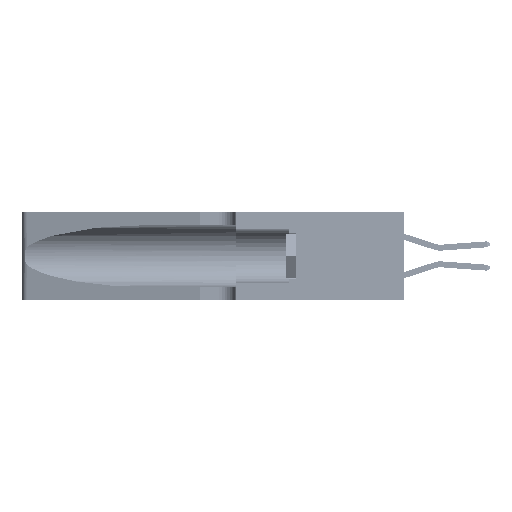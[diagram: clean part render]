
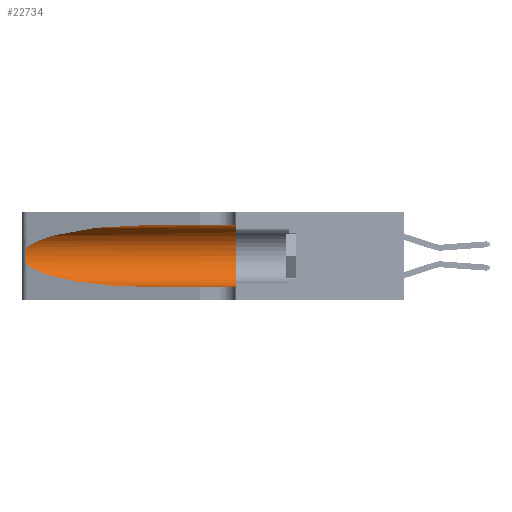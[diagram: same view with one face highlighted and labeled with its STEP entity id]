
A CAD part, left-side view. The second image highlights one B-rep face of the part: STEP entity #22734.
In plain terms, the highlighted cylindrical face has radius 3.308 mm (diameter 6.617 mm), a partial arc.
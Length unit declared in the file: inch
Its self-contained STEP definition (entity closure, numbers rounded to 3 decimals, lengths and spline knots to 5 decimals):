
#11 = VERTEX_POINT ( 'NONE', #13948 ) ;
#212 = B_SPLINE_CURVE_WITH_KNOTS ( 'NONE', 3,
 ( #14310, #31292, #15796, #21891, #40669, #40878, #27787, #36671, #47750, #5887, #32317, #28324, #39860, #40018 ),
 .UNSPECIFIED., .F., .F.,
 ( 4, 2, 2, 2, 2, 2, 4 ),
 ( 0., 0.00027, 0.00053, 0.00107, 0.0016, 0.00187, 0.00214 ),
 .UNSPECIFIED. ) ;
#949 = ORIENTED_EDGE ( 'NONE', *, *, #25399, .T. ) ;
#4063 = DIRECTION ( 'NONE',  ( 0., 0., 1. ) ) ;
#4797 = VECTOR ( 'NONE', #15491, 39.37008 ) ;
#4959 = CARTESIAN_POINT ( 'NONE',  ( 0.1305, 1.61858, 0.05475 ) ) ;
#5887 = CARTESIAN_POINT ( 'NONE',  ( 0.25856, 1.23593, 0.16098 ) ) ;
#8252 = FACE_OUTER_BOUND ( 'NONE', #33284, .T. ) ;
#8847 = DIRECTION ( 'NONE',  ( 0., -1., 0. ) ) ;
#8873 = CARTESIAN_POINT ( 'NONE',  ( 0.1305, 0.35, 0.31525 ) ) ;
#9517 = CARTESIAN_POINT ( 'NONE',  ( 0.25487, 1.22718, 0.22369 ) ) ;
#10868 = EDGE_CURVE ( 'NONE', #11, #46434, #15683, .T. ) ;
#10993 = CARTESIAN_POINT ( 'NONE',  ( 0.25487, 1.22718, 0.22369 ) ) ;
#12061 = VERTEX_POINT ( 'NONE', #41906 ) ;
#13948 = CARTESIAN_POINT ( 'NONE',  ( 0.1305, 0.72297, 0.05475 ) ) ;
#14310 = CARTESIAN_POINT ( 'NONE',  ( 0.25487, 1.22718, 0.22369 ) ) ;
#15491 = DIRECTION ( 'NONE',  ( 0., -1., 0. ) ) ;
#15494 = VECTOR ( 'NONE', #8847, 39.37008 ) ;
#15683 = LINE ( 'NONE', #4959, #15494 ) ;
#15766 = AXIS2_PLACEMENT_3D ( 'NONE', #17757, #40473, #44465 ) ;
#15796 = CARTESIAN_POINT ( 'NONE',  ( 0.25639, 1.23184, 0.21858 ) ) ;
#17757 = CARTESIAN_POINT ( 'NONE',  ( 0.1305, 1.61858, 0.185 ) ) ;
#21891 = CARTESIAN_POINT ( 'NONE',  ( 0.25787, 1.23484, 0.2124 ) ) ;
#22734 = ADVANCED_FACE ( 'NONE', ( #8252 ), #39953, .F. ) ;
#24203 = AXIS2_PLACEMENT_3D ( 'NONE', #41889, #45930, #4063 ) ;
#25399 = EDGE_CURVE ( 'NONE', #42189, #11, #35936, .T. ) ;
#25544 =( BOUNDED_CURVE ( )  B_SPLINE_CURVE ( 3, ( #33889, #41601, #48993, #10993 ),
 .UNSPECIFIED., .F., .F. ) 
 B_SPLINE_CURVE_WITH_KNOTS ( ( 4, 4 ),
 ( 1.5708, 2.84003 ),
 .UNSPECIFIED. ) 
 CURVE ( )  GEOMETRIC_REPRESENTATION_ITEM ( )  RATIONAL_B_SPLINE_CURVE ( ( 1., 0.87, 0.87, 1. ) ) 
 REPRESENTATION_ITEM ( '' )  );
#26131 = ORIENTED_EDGE ( 'NONE', *, *, #10868, .T. ) ;
#26196 = EDGE_CURVE ( 'NONE', #12061, #35836, #45538, .T. ) ;
#27787 = CARTESIAN_POINT ( 'NONE',  ( 0.26075, 1.23896, 0.19203 ) ) ;
#28324 = CARTESIAN_POINT ( 'NONE',  ( 0.25639, 1.23186, 0.15144 ) ) ;
#28468 = ORIENTED_EDGE ( 'NONE', *, *, #26196, .F. ) ;
#28904 = EDGE_CURVE ( 'NONE', #35836, #46434, #39254, .T. ) ;
#31154 = CARTESIAN_POINT ( 'NONE',  ( 0.1305, 1.61858, 0.31525 ) ) ;
#31292 = CARTESIAN_POINT ( 'NONE',  ( 0.25555, 1.22994, 0.2215 ) ) ;
#31651 = EDGE_CURVE ( 'NONE', #12061, #46995, #25544, .T. ) ;
#31786 = CARTESIAN_POINT ( 'NONE',  ( 0.25487, 1.22718, 0.14631 ) ) ;
#32317 = CARTESIAN_POINT ( 'NONE',  ( 0.25789, 1.23486, 0.15765 ) ) ;
#33284 = EDGE_LOOP ( 'NONE', ( #45487, #37513, #949, #26131, #37842, #28468 ) ) ;
#33889 = CARTESIAN_POINT ( 'NONE',  ( 0.1305, 0.72297, 0.31525 ) ) ;
#34055 = CARTESIAN_POINT ( 'NONE',  ( 0.2373, 1.15595, 0.08982 ) ) ;
#34394 = CARTESIAN_POINT ( 'NONE',  ( 0.25487, 1.22718, 0.14631 ) ) ;
#35836 = VERTEX_POINT ( 'NONE', #8873 ) ;
#35936 =( BOUNDED_CURVE ( )  B_SPLINE_CURVE ( 3, ( #34394, #34055, #42080, #37913 ),
 .UNSPECIFIED., .F., .F. ) 
 B_SPLINE_CURVE_WITH_KNOTS ( ( 4, 4 ),
 ( 3.44316, 4.71239 ),
 .UNSPECIFIED. ) 
 CURVE ( )  GEOMETRIC_REPRESENTATION_ITEM ( )  RATIONAL_B_SPLINE_CURVE ( ( 1., 0.87, 0.87, 1. ) ) 
 REPRESENTATION_ITEM ( '' )  );
#36341 = CARTESIAN_POINT ( 'NONE',  ( 0.1305, 0.35, 0.05475 ) ) ;
#36671 = CARTESIAN_POINT ( 'NONE',  ( 0.26075, 1.23896, 0.178 ) ) ;
#37513 = ORIENTED_EDGE ( 'NONE', *, *, #49239, .T. ) ;
#37842 = ORIENTED_EDGE ( 'NONE', *, *, #28904, .F. ) ;
#37913 = CARTESIAN_POINT ( 'NONE',  ( 0.1305, 0.72297, 0.05475 ) ) ;
#39254 = CIRCLE ( 'NONE', #24203, 0.13025 ) ;
#39860 = CARTESIAN_POINT ( 'NONE',  ( 0.25555, 1.22993, 0.14849 ) ) ;
#39953 = CYLINDRICAL_SURFACE ( 'NONE', #15766, 0.13025 ) ;
#40018 = CARTESIAN_POINT ( 'NONE',  ( 0.25487, 1.22718, 0.14631 ) ) ;
#40473 = DIRECTION ( 'NONE',  ( 0., -1., 0. ) ) ;
#40669 = CARTESIAN_POINT ( 'NONE',  ( 0.25854, 1.2359, 0.20912 ) ) ;
#40878 = CARTESIAN_POINT ( 'NONE',  ( 0.26018, 1.23835, 0.19895 ) ) ;
#41601 = CARTESIAN_POINT ( 'NONE',  ( 0.18966, 0.96281, 0.31525 ) ) ;
#41889 = CARTESIAN_POINT ( 'NONE',  ( 0.1305, 0.35, 0.185 ) ) ;
#41906 = CARTESIAN_POINT ( 'NONE',  ( 0.1305, 0.72297, 0.31525 ) ) ;
#42080 = CARTESIAN_POINT ( 'NONE',  ( 0.18966, 0.96281, 0.05475 ) ) ;
#42189 = VERTEX_POINT ( 'NONE', #31786 ) ;
#44465 = DIRECTION ( 'NONE',  ( 0., 0., -1. ) ) ;
#45487 = ORIENTED_EDGE ( 'NONE', *, *, #31651, .T. ) ;
#45538 = LINE ( 'NONE', #31154, #4797 ) ;
#45930 = DIRECTION ( 'NONE',  ( 0., 1., 0. ) ) ;
#46434 = VERTEX_POINT ( 'NONE', #36341 ) ;
#46995 = VERTEX_POINT ( 'NONE', #9517 ) ;
#47750 = CARTESIAN_POINT ( 'NONE',  ( 0.26017, 1.23833, 0.17102 ) ) ;
#48993 = CARTESIAN_POINT ( 'NONE',  ( 0.2373, 1.15595, 0.28018 ) ) ;
#49239 = EDGE_CURVE ( 'NONE', #46995, #42189, #212, .T. ) ;
